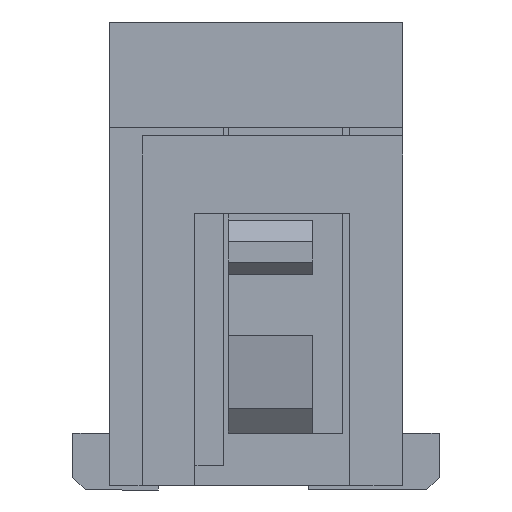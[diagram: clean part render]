
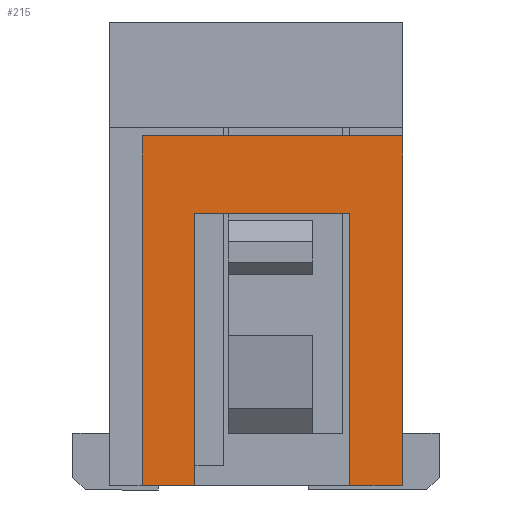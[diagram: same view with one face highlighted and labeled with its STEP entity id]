
A CAD part, left-side view. The second image highlights one B-rep face of the part: STEP entity #215.
In plain terms, the highlighted planar face has unit normal (-1, 0, 0).
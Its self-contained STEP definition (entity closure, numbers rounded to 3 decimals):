
#215=ADVANCED_FACE('',(#770),#505,.T.);
#505=PLANE('',#6240);
#770=FACE_OUTER_BOUND('',#1070,.T.);
#1070=EDGE_LOOP('',(#1982,#1983,#1984,#1985,#1986,#1987,#1988,#1989));
#1982=ORIENTED_EDGE('',*,*,#4095,.T.);
#1983=ORIENTED_EDGE('',*,*,#4096,.T.);
#1984=ORIENTED_EDGE('',*,*,#4097,.T.);
#1985=ORIENTED_EDGE('',*,*,#4068,.T.);
#1986=ORIENTED_EDGE('',*,*,#3825,.T.);
#1987=ORIENTED_EDGE('',*,*,#4098,.F.);
#1988=ORIENTED_EDGE('',*,*,#4099,.F.);
#1989=ORIENTED_EDGE('',*,*,#4065,.T.);
#3218=VERTEX_POINT('',#8430);
#3219=VERTEX_POINT('',#8432);
#3390=VERTEX_POINT('',#8900);
#3391=VERTEX_POINT('',#8902);
#3392=VERTEX_POINT('',#8906);
#3405=VERTEX_POINT('',#8955);
#3406=VERTEX_POINT('',#8957);
#3407=VERTEX_POINT('',#8960);
#3825=EDGE_CURVE('',#3219,#3218,#4704,.T.);
#4065=EDGE_CURVE('',#3391,#3390,#4942,.T.);
#4068=EDGE_CURVE('',#3392,#3219,#4945,.T.);
#4095=EDGE_CURVE('',#3390,#3405,#4970,.T.);
#4096=EDGE_CURVE('',#3405,#3406,#4971,.T.);
#4097=EDGE_CURVE('',#3406,#3392,#4972,.T.);
#4098=EDGE_CURVE('',#3407,#3218,#4973,.T.);
#4099=EDGE_CURVE('',#3391,#3407,#4974,.T.);
#4704=LINE('',#8431,#5528);
#4942=LINE('',#8901,#5766);
#4945=LINE('',#8905,#5769);
#4970=LINE('',#8954,#5794);
#4971=LINE('',#8956,#5795);
#4972=LINE('',#8958,#5796);
#4973=LINE('',#8959,#5797);
#4974=LINE('',#8961,#5798);
#5528=VECTOR('',#6747,1.);
#5766=VECTOR('',#7105,1.);
#5769=VECTOR('',#7108,1.);
#5794=VECTOR('',#7155,1.);
#5795=VECTOR('',#7156,1.);
#5796=VECTOR('',#7157,1.);
#5797=VECTOR('',#7158,1.);
#5798=VECTOR('',#7159,1.);
#6240=AXIS2_PLACEMENT_3D('',#8962,#7160,#7161);
#6747=DIRECTION('',(0.,0.,1.));
#7105=DIRECTION('',(0.,-1.,0.));
#7108=DIRECTION('',(0.,-1.,0.));
#7155=DIRECTION('',(0.,0.,1.));
#7156=DIRECTION('',(0.,-1.,0.));
#7157=DIRECTION('',(0.,0.,-1.));
#7158=DIRECTION('',(0.,-1.,0.));
#7159=DIRECTION('',(0.,0.,1.));
#7160=DIRECTION('',(-1.,0.,0.));
#7161=DIRECTION('',(0.,-1.,0.));
#8430=CARTESIAN_POINT('',(-6.425,0.,4.35));
#8431=CARTESIAN_POINT('',(-6.425,0.,0.05));
#8432=CARTESIAN_POINT('',(-6.425,0.,0.05));
#8900=CARTESIAN_POINT('',(-6.425,2.55,0.05));
#8901=CARTESIAN_POINT('',(-6.425,3.6,0.05));
#8902=CARTESIAN_POINT('',(-6.425,3.2,0.05));
#8905=CARTESIAN_POINT('',(-6.425,3.6,0.05));
#8906=CARTESIAN_POINT('',(-6.425,0.65,0.05));
#8954=CARTESIAN_POINT('',(-6.425,2.55,0.05));
#8955=CARTESIAN_POINT('',(-6.425,2.55,3.4));
#8956=CARTESIAN_POINT('',(-6.425,2.55,3.4));
#8957=CARTESIAN_POINT('',(-6.425,0.65,3.4));
#8958=CARTESIAN_POINT('',(-6.425,0.65,3.4));
#8959=CARTESIAN_POINT('',(-6.425,35.64,4.35));
#8960=CARTESIAN_POINT('',(-6.425,3.2,4.35));
#8961=CARTESIAN_POINT('',(-6.425,3.2,-42.67));
#8962=CARTESIAN_POINT('',(-6.425,3.6,0.05));
